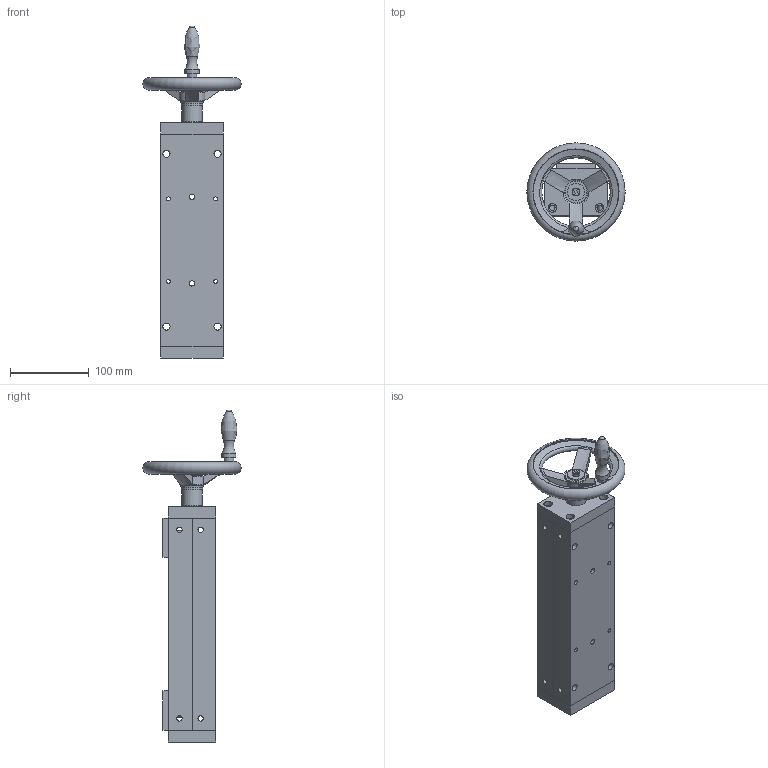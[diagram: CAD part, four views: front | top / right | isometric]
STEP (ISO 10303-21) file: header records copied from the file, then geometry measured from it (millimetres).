
FILE_DESCRIPTION (( 'STEP AP214' ), '1' );
FILE_NAME ('210301_2450.STEP', '2021-03-01T08:55:27', ( '' ), ( '' ), 'SwSTEP 2.0', 'SolidWorks 2020', '' );
FILE_SCHEMA (( 'AUTOMOTIVE_DESIGN' ));
Length unit declared in the file: millimetre
Products named in the file (1): 210301_2450
Bounding box: 124.98 x 124.98 x 422.55 mm (x, y, z)
Surface area: 174181.7 mm2 (no closed solid volume)
Topology: 0 solids, 13 shells, 196 faces, 720 edges, 527 vertices
Faces by surface type: plane 91, cylinder 56, bspline 31, torus 13, cone 4, sphere 1
Full cylindrical faces by diameter (mm): 5 x4, 6.8 x10, 9 x8, 10 x1, 11 x12, 12 x1, 17.5 x2, 18 x1, 20 x1, 22 x1, 23 x2, 26 x1, 28 x2, 109 x2
Entity records: 12552 total; most frequent: CARTESIAN_POINT 4975, ORIENTED_EDGE 964, DIRECTION 931, EDGE_CURVE 645, VERTEX_POINT 513, EDGE_LOOP 340, AXIS2_PLACEMENT_3D 319, VECTOR 293
